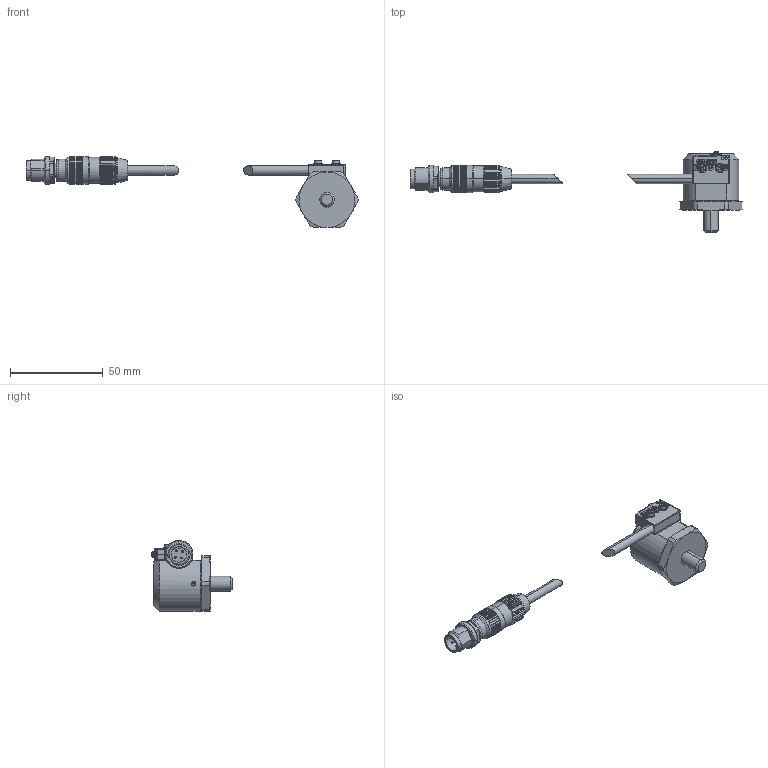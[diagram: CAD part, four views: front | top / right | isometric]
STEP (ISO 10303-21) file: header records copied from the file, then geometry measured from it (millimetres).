
FILE_DESCRIPTION(('STEP AP214'),'1');
FILE_NAME('HALDERN_EH_22810_1008.stp','2020-02-28T09:45:20',('TraceParts'),('TraceParts S.A.'),'Spatial InterOp 3D',' ',' ');
FILE_SCHEMA(('AUTOMOTIVE_DESIGN { 1 0 10303 214 1 1 1 1 }'));
Length unit declared in the file: millimetre
Products named in the file (1): HALDERN_EH_22810_1008_1
Bounding box: 179.21 x 43.75 x 38.33 mm (x, y, z)
Volume: 27671.5 mm3; surface area: 15488.6 mm2
Topology: 15 solids, 15 shells, 1583 faces, 4236 edges, 2706 vertices
Faces by surface type: plane 904, cylinder 405, cone 150, bspline 67, torus 34, sphere 23
Entity records: 66443 total; most frequent: CARTESIAN_POINT 17180, ORIENTED_EDGE 8310, DIRECTION 6472, EDGE_CURVE 4155, VERTEX_POINT 2678, LINE 2278, VECTOR 2278, AXIS2_PLACEMENT_3D 2097
